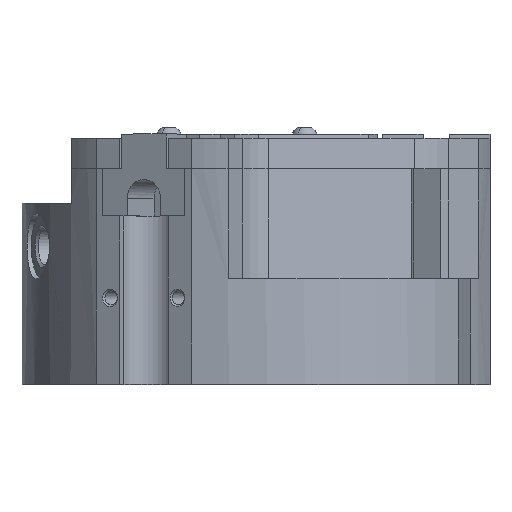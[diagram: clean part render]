
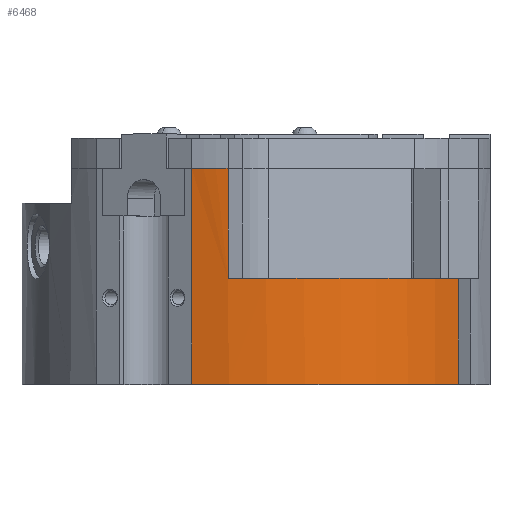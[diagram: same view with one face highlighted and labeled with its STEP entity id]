
A CAD part, top view. The second image highlights one B-rep face of the part: STEP entity #6468.
In plain terms, the highlighted cylindrical face has radius 55 mm (diameter 110 mm), a partial arc.
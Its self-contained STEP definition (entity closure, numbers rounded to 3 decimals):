
#2756 = VERTEX_POINT( '', #7518 );
#3400 = EDGE_CURVE( '', #5754, #4932, #8230, .T. );
#3980 = EDGE_CURVE( '', #5656, #5754, #8882, .T. );
#4484 = EDGE_CURVE( '', #2756, #5656, #9426, .T. );
#4768 = EDGE_CURVE( '', #4932, #5032, #9735, .T. );
#4932 = VERTEX_POINT( '', #9919 );
#5032 = VERTEX_POINT( '', #10031 );
#5230 = VERTEX_POINT( '', #10251 );
#5656 = VERTEX_POINT( '', #10723 );
#5754 = VERTEX_POINT( '', #10828 );
#6246 = EDGE_CURVE( '', #5230, #5032, #11369, .T. );
#6278 = EDGE_CURVE( '', #5230, #2756, #11403, .T. );
#6468 = ADVANCED_FACE( '', ( #11623 ), #11624, .T. );
#7518 = CARTESIAN_POINT( '', ( 46.197, 0., 29.847 ) );
#8230 = LINE( '', #13902, #13903 );
#8882 = CIRCLE( '', #14915, 55. );
#9426 = LINE( '', #15747, #15748 );
#9735 = CIRCLE( '', #16250, 55. );
#9919 = CARTESIAN_POINT( '', ( -7.23, 49.99, 54.523 ) );
#10031 = CARTESIAN_POINT( '', ( -15.702, 49.99, 52.711 ) );
#10251 = CARTESIAN_POINT( '', ( -15.702, 0., 52.711 ) );
#10723 = CARTESIAN_POINT( '', ( 46.197, 24.5, 29.847 ) );
#10828 = CARTESIAN_POINT( '', ( -7.23, 24.5, 54.523 ) );
#11369 = LINE( '', #18661, #18662 );
#11403 = CIRCLE( '', #18717, 55. );
#11623 = FACE_OUTER_BOUND( '', #19042, .T. );
#11624 = CYLINDRICAL_SURFACE( '', #19043, 55. );
#13902 = CARTESIAN_POINT( '', ( -7.23, 40.75, 54.523 ) );
#13903 = VECTOR( '', #21424, 1. );
#14915 = AXIS2_PLACEMENT_3D( '', #22218, #22219, #22220 );
#15747 = CARTESIAN_POINT( '', ( 46.197, 25., 29.847 ) );
#15748 = VECTOR( '', #22779, 1. );
#16250 = AXIS2_PLACEMENT_3D( '', #23101, #23102, #23103 );
#18661 = CARTESIAN_POINT( '', ( -15.702, 0., 52.711 ) );
#18662 = VECTOR( '', #24919, 1. );
#18717 = AXIS2_PLACEMENT_3D( '', #24959, #24960, #24961 );
#19042 = EDGE_LOOP( '', ( #25256, #25257, #25258, #25259, #25260, #25261 ) );
#19043 = AXIS2_PLACEMENT_3D( '', #25262, #25263, #25264 );
#21424 = DIRECTION( '', ( 0., 1., 0. ) );
#22218 = CARTESIAN_POINT( '', ( 0., 24.5, 0. ) );
#22219 = DIRECTION( '', ( 0., -1., 0. ) );
#22220 = DIRECTION( '', ( -0.285, 0., 0.958 ) );
#22779 = DIRECTION( '', ( 0., 1., 0. ) );
#23101 = CARTESIAN_POINT( '', ( 0., 49.99, 0. ) );
#23102 = DIRECTION( '', ( 0., -1., 0. ) );
#23103 = DIRECTION( '', ( -0.285, 0., 0.958 ) );
#24919 = DIRECTION( '', ( 0., 1., 0. ) );
#24959 = CARTESIAN_POINT( '', ( 0., 0., 0. ) );
#24960 = DIRECTION( '', ( 0., 1., 0. ) );
#24961 = DIRECTION( '', ( -0.285, 0., 0.958 ) );
#25256 = ORIENTED_EDGE( '', *, *, #4768, .T. );
#25257 = ORIENTED_EDGE( '', *, *, #6246, .F. );
#25258 = ORIENTED_EDGE( '', *, *, #6278, .T. );
#25259 = ORIENTED_EDGE( '', *, *, #4484, .T. );
#25260 = ORIENTED_EDGE( '', *, *, #3980, .T. );
#25261 = ORIENTED_EDGE( '', *, *, #3400, .T. );
#25262 = CARTESIAN_POINT( '', ( 0., 0., 0. ) );
#25263 = DIRECTION( '', ( 0., -1., 0. ) );
#25264 = DIRECTION( '', ( -0.285, 0., 0.958 ) );
